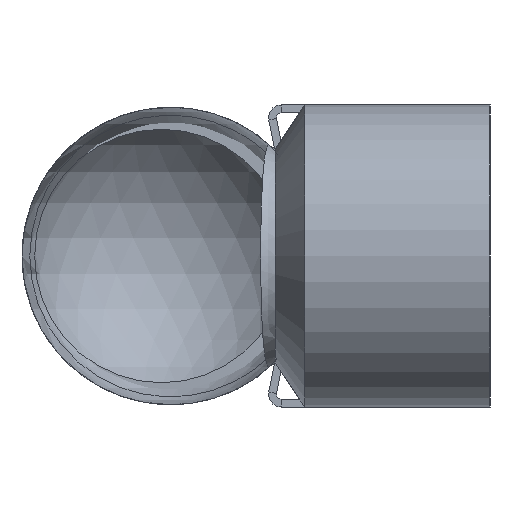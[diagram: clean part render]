
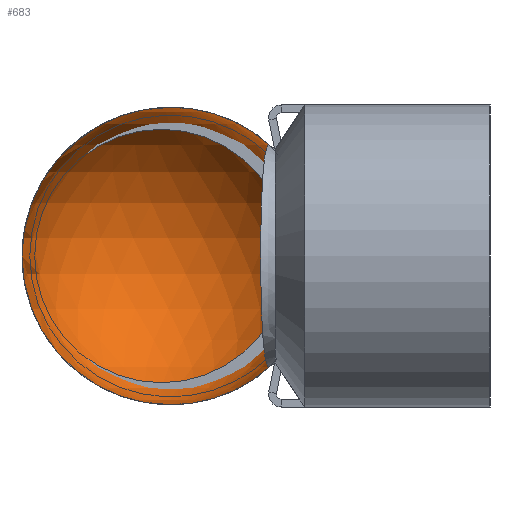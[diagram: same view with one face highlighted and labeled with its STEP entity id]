
A CAD part, left-side view. The second image highlights one B-rep face of the part: STEP entity #683.
In plain terms, the highlighted spherical face has radius 15.25 mm.
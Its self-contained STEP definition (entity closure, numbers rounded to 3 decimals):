
#2 = CARTESIAN_POINT ( 'NONE',  ( -605.913, 22.616, -11.377 ) ) ;
#41 = CARTESIAN_POINT ( 'NONE',  ( -611.673, 23.133, -9.948 ) ) ;
#53 = CARTESIAN_POINT ( 'NONE',  ( -617.022, 23.492, -2.976 ) ) ;
#59 = ORIENTED_EDGE ( 'NONE', *, *, #1965, .T. ) ;
#63 = CARTESIAN_POINT ( 'NONE',  ( -615.663, 23.408, 6.082 ) ) ;
#116 = CARTESIAN_POINT ( 'NONE',  ( -605.913, 22.616, 11.377 ) ) ;
#128 = CARTESIAN_POINT ( 'NONE',  ( -605.693, 22.591, 11.367 ) ) ;
#195 = SPHERICAL_SURFACE ( 'NONE', #367, 15.25 ) ;
#346 = CARTESIAN_POINT ( 'NONE',  ( -612.617, 23.202, -9.342 ) ) ;
#357 = CARTESIAN_POINT ( 'NONE',  ( -617.296, 23.509, -1.487 ) ) ;
#367 = AXIS2_PLACEMENT_3D ( 'NONE', #2244, #1981, #3011 ) ;
#371 = CARTESIAN_POINT ( 'NONE',  ( -614.567, 23.337, 7.597 ) ) ;
#428 = CARTESIAN_POINT ( 'NONE',  ( -605.25, 22.577, 11.361 ) ) ;
#487 = VERTEX_POINT ( 'NONE', #2 ) ;
#629 = CARTESIAN_POINT ( 'NONE',  ( -613.5, 23.264, -8.641 ) ) ;
#639 = CARTESIAN_POINT ( 'NONE',  ( -617.403, 23.516, 0.009 ) ) ;
#649 = CARTESIAN_POINT ( 'NONE',  ( -613.489, 23.264, 8.651 ) ) ;
#683 = ADVANCED_FACE ( 'NONE', ( #3012 ), #195, .T. ) ;
#685 = CARTESIAN_POINT ( 'NONE',  ( -605.25, 22.577, -11.361 ) ) ;
#806 = CARTESIAN_POINT ( 'NONE',  ( -611.011, 23.084, 10.321 ) ) ;
#872 = CARTESIAN_POINT ( 'NONE',  ( -606.663, 22.699, -11.388 ) ) ;
#882 = CARTESIAN_POINT ( 'NONE',  ( -614.577, 23.337, -7.585 ) ) ;
#891 = CARTESIAN_POINT ( 'NONE',  ( -617.293, 23.509, 1.506 ) ) ;
#904 = CARTESIAN_POINT ( 'NONE',  ( -612.605, 23.201, 9.351 ) ) ;
#1066 = DIRECTION ( 'NONE',  ( -1., 0., 0. ) ) ;
#1088 = ORIENTED_EDGE ( 'NONE', *, *, #1988, .T. ) ;
#1133 = CARTESIAN_POINT ( 'NONE',  ( -607.79, 22.81, -11.29 ) ) ;
#1147 = CARTESIAN_POINT ( 'NONE',  ( -615.673, 23.408, -6.067 ) ) ;
#1158 = CARTESIAN_POINT ( 'NONE',  ( -617.017, 23.492, 2.993 ) ) ;
#1200 = CARTESIAN_POINT ( 'NONE',  ( -608.889, 22.911, 11.094 ) ) ;
#1346 = CARTESIAN_POINT ( 'NONE',  ( -605.693, 22.591, -11.367 ) ) ;
#1375 = CIRCLE ( 'NONE', #1421, 15.25 ) ;
#1408 = CARTESIAN_POINT ( 'NONE',  ( -609.618, 22.973, -10.884 ) ) ;
#1419 = CARTESIAN_POINT ( 'NONE',  ( -616.22, 23.443, -5.073 ) ) ;
#1421 = AXIS2_PLACEMENT_3D ( 'NONE', #2638, #1066, #2907 ) ;
#1431 = CARTESIAN_POINT ( 'NONE',  ( -616.373, 23.452, 4.748 ) ) ;
#1448 = VERTEX_POINT ( 'NONE', #685 ) ;
#1468 = CARTESIAN_POINT ( 'NONE',  ( -607.418, 22.775, 11.336 ) ) ;
#1558 = ORIENTED_EDGE ( 'NONE', *, *, #1749, .T. ) ;
#1657 = CARTESIAN_POINT ( 'NONE',  ( -605.913, 22.616, -11.377 ) ) ;
#1667 = CARTESIAN_POINT ( 'NONE',  ( -611.01, 23.083, -10.299 ) ) ;
#1679 = CARTESIAN_POINT ( 'NONE',  ( -616.806, 23.479, -3.693 ) ) ;
#1687 = CARTESIAN_POINT ( 'NONE',  ( -615.857, 23.42, 5.757 ) ) ;
#1720 = CARTESIAN_POINT ( 'NONE',  ( -605.913, 22.616, 11.377 ) ) ;
#1724 = CARTESIAN_POINT ( 'NONE',  ( -606.289, 22.659, 11.393 ) ) ;
#1749 = EDGE_CURVE ( 'NONE', #1922, #1448, #1375, .T. ) ;
#1823 = EDGE_CURVE ( 'NONE', #1448, #487, #2104, .T. ) ;
#1844 = CARTESIAN_POINT ( 'NONE',  ( -611.672, 23.134, 9.97 ) ) ;
#1922 = VERTEX_POINT ( 'NONE', #2953 ) ;
#1924 = CARTESIAN_POINT ( 'NONE',  ( -606.288, 22.659, -11.393 ) ) ;
#1933 = CARTESIAN_POINT ( 'NONE',  ( -611.995, 23.157, -9.757 ) ) ;
#1947 = CARTESIAN_POINT ( 'NONE',  ( -617.241, 23.506, -1.863 ) ) ;
#1959 = CARTESIAN_POINT ( 'NONE',  ( -615.04, 23.368, 7.018 ) ) ;
#1965 = EDGE_CURVE ( 'NONE', #487, #2668, #3377, .T. ) ;
#1981 = DIRECTION ( 'NONE',  ( 0., 0., 1. ) ) ;
#1988 = EDGE_CURVE ( 'NONE', #2668, #1922, #3117, .T. ) ;
#2019 = CARTESIAN_POINT ( 'NONE',  ( -605.472, 22.577, 11.361 ) ) ;
#2104 = B_SPLINE_CURVE_WITH_KNOTS ( 'NONE', 3,
 ( #2647, #2144, #1346, #3155 ),
 .UNSPECIFIED., .F., .F.,
 ( 4, 4 ),
 ( 0., 0.001 ),
 .UNSPECIFIED. ) ;
#2144 = CARTESIAN_POINT ( 'NONE',  ( -605.472, 22.577, -11.361 ) ) ;
#2204 = CARTESIAN_POINT ( 'NONE',  ( -612.918, 23.224, -9.119 ) ) ;
#2215 = CARTESIAN_POINT ( 'NONE',  ( -617.368, 23.513, -0.739 ) ) ;
#2224 = CARTESIAN_POINT ( 'NONE',  ( -613.77, 23.283, 8.395 ) ) ;
#2244 = CARTESIAN_POINT ( 'NONE',  ( -605.25, 32.75, 0. ) ) ;
#2458 = CARTESIAN_POINT ( 'NONE',  ( -613.781, 23.284, -8.385 ) ) ;
#2467 = CARTESIAN_POINT ( 'NONE',  ( -617.367, 23.513, 0.757 ) ) ;
#2479 = CARTESIAN_POINT ( 'NONE',  ( -612.906, 23.223, 9.128 ) ) ;
#2638 = CARTESIAN_POINT ( 'NONE',  ( -605.25, 32.75, 0. ) ) ;
#2647 = CARTESIAN_POINT ( 'NONE',  ( -605.25, 22.577, -11.361 ) ) ;
#2668 = VERTEX_POINT ( 'NONE', #1720 ) ;
#2696 = EDGE_LOOP ( 'NONE', ( #1558, #2739, #59, #1088 ) ) ;
#2708 = CARTESIAN_POINT ( 'NONE',  ( -607.414, 22.775, -11.336 ) ) ;
#2719 = CARTESIAN_POINT ( 'NONE',  ( -615.05, 23.368, -7.005 ) ) ;
#2734 = CARTESIAN_POINT ( 'NONE',  ( -617.238, 23.506, 1.882 ) ) ;
#2739 = ORIENTED_EDGE ( 'NONE', *, *, #1823, .T. ) ;
#2777 = CARTESIAN_POINT ( 'NONE',  ( -609.607, 22.972, 10.888 ) ) ;
#2907 = DIRECTION ( 'NONE',  ( 0., 0., 1. ) ) ;
#2953 = CARTESIAN_POINT ( 'NONE',  ( -605.25, 22.577, 11.361 ) ) ;
#2975 = CARTESIAN_POINT ( 'NONE',  ( -608.899, 22.912, -11.092 ) ) ;
#2987 = CARTESIAN_POINT ( 'NONE',  ( -615.866, 23.421, -5.741 ) ) ;
#2996 = CARTESIAN_POINT ( 'NONE',  ( -616.8, 23.479, 3.709 ) ) ;
#3011 = DIRECTION ( 'NONE',  ( 0., -1., 0. ) ) ;
#3012 = FACE_OUTER_BOUND ( 'NONE', #2696, .T. ) ;
#3029 = CARTESIAN_POINT ( 'NONE',  ( -607.789, 22.81, 11.29 ) ) ;
#3117 = B_SPLINE_CURVE_WITH_KNOTS ( 'NONE', 3,
 ( #3281, #128, #2019, #428 ),
 .UNSPECIFIED., .F., .F.,
 ( 4, 4 ),
 ( 0., 0.001 ),
 .UNSPECIFIED. ) ;
#3155 = CARTESIAN_POINT ( 'NONE',  ( -605.913, 22.616, -11.377 ) ) ;
#3207 = CARTESIAN_POINT ( 'NONE',  ( -610.667, 23.056, -10.459 ) ) ;
#3215 = CARTESIAN_POINT ( 'NONE',  ( -616.38, 23.453, -4.732 ) ) ;
#3230 = CARTESIAN_POINT ( 'NONE',  ( -616.213, 23.442, 5.088 ) ) ;
#3267 = CARTESIAN_POINT ( 'NONE',  ( -606.668, 22.699, 11.388 ) ) ;
#3281 = CARTESIAN_POINT ( 'NONE',  ( -605.913, 22.616, 11.377 ) ) ;
#3377 = B_SPLINE_CURVE_WITH_KNOTS ( 'NONE', 3,
 ( #1657, #1924, #872, #2708, #1133, #2975, #1408, #3207, #1667, #41, #1933, #346, #2204, #629, #2458, #882, #2719, #1147, #2987, #1419, #3215, #1679, #53, #1947, #357, #2215, #639, #2467, #891, #2734, #1158, #2996, #1431, #3230, #1687, #63, #1959, #371, #2224, #649, #2479, #904, #1844, #806, #2777, #1200, #3029, #1468, #3267, #1724, #116 ),
 .UNSPECIFIED., .F., .F.,
 ( 4, 2, 2, 2, 2, 2, 2, 2, 2, 2, 2, 2, 2, 1, 2, 2, 2, 2, 2, 2, 2, 2, 2, 2, 2, 4 ),
 ( 0.001, 0.002, 0.003, 0.005, 0.006, 0.007, 0.009, 0.01, 0.012, 0.013, 0.014, 0.017, 0.018, 0.019, 0.02, 0.021, 0.023, 0.024, 0.026, 0.028, 0.029, 0.03, 0.032, 0.035, 0.036, 0.037 ),
 .UNSPECIFIED. ) ;
